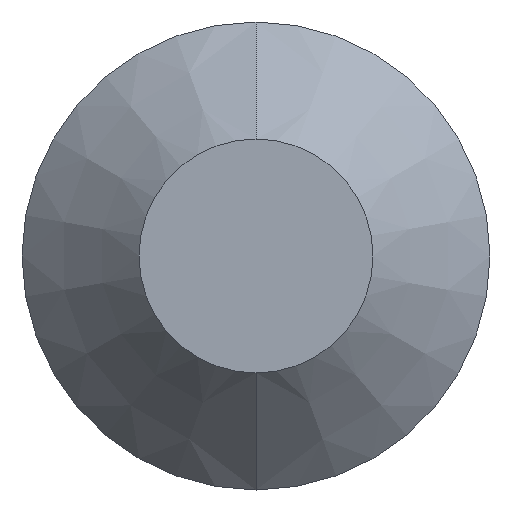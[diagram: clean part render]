
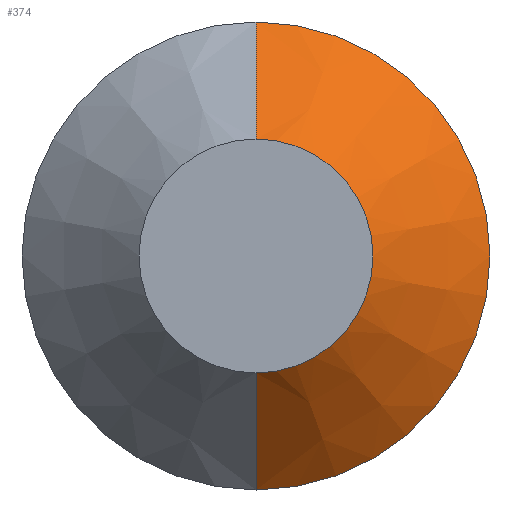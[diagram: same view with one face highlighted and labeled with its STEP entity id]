
A CAD part, front view. The second image highlights one B-rep face of the part: STEP entity #374.
In plain terms, the highlighted conical face has half-angle 45 degrees and reference radius 3 mm.
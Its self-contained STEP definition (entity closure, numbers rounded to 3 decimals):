
#27 = ORIENTED_EDGE ( 'NONE', *, *, #413, .T. ) ;
#28 = EDGE_LOOP ( 'NONE', ( #682, #27, #681, #800 ) ) ;
#65 = VERTEX_POINT ( 'NONE', #463 ) ;
#66 = VERTEX_POINT ( 'NONE', #473 ) ;
#67 = VERTEX_POINT ( 'NONE', #446 ) ;
#78 = VERTEX_POINT ( 'NONE', #449 ) ;
#105 = CARTESIAN_POINT ( 'NONE',  ( 0., -1.8, 0. ) ) ;
#106 = DIRECTION ( 'NONE',  ( 0., 0., 1. ) ) ;
#107 = DIRECTION ( 'NONE',  ( 0., 1., 0. ) ) ;
#108 = CARTESIAN_POINT ( 'NONE',  ( 0., -0.3, 0. ) ) ;
#134 = DIRECTION ( 'NONE',  ( 0., 0.707, 0.707 ) ) ;
#136 = CARTESIAN_POINT ( 'NONE',  ( 0., -0.3, 3. ) ) ;
#141 = DIRECTION ( 'NONE',  ( 0., 0.707, -0.707 ) ) ;
#142 = CARTESIAN_POINT ( 'NONE',  ( 0., -0.3, -3. ) ) ;
#225 = DIRECTION ( 'NONE',  ( 0., 0., 1. ) ) ;
#229 = DIRECTION ( 'NONE',  ( 0., 1., 0. ) ) ;
#232 = CARTESIAN_POINT ( 'NONE',  ( 0., -0.3, 0. ) ) ;
#271 = DIRECTION ( 'NONE',  ( 0., 0., 1. ) ) ;
#272 = DIRECTION ( 'NONE',  ( 0., 1., 0. ) ) ;
#374 = ADVANCED_FACE ( 'NONE', ( #855 ), #532, .T. ) ;
#388 = EDGE_CURVE ( 'NONE', #78, #67, #542, .T. ) ;
#413 = EDGE_CURVE ( 'NONE', #67, #65, #822, .T. ) ;
#415 = EDGE_CURVE ( 'NONE', #78, #66, #825, .T. ) ;
#421 = EDGE_CURVE ( 'NONE', #66, #65, #677, .T. ) ;
#446 = CARTESIAN_POINT ( 'NONE',  ( 0., -1.8, -1.5 ) ) ;
#449 = CARTESIAN_POINT ( 'NONE',  ( 0., -1.8, 1.5 ) ) ;
#463 = CARTESIAN_POINT ( 'NONE',  ( 0., -0.3, -3. ) ) ;
#473 = CARTESIAN_POINT ( 'NONE',  ( 0., -0.3, 3. ) ) ;
#477 = VECTOR ( 'NONE', #141, 1000. ) ;
#532 = CONICAL_SURFACE ( 'NONE', #553, 3., 0.785 ) ;
#542 = CIRCLE ( 'NONE', #557, 1.5 ) ;
#553 = AXIS2_PLACEMENT_3D ( 'NONE', #232, #229, #225 ) ;
#557 = AXIS2_PLACEMENT_3D ( 'NONE', #105, #272, #271 ) ;
#644 = AXIS2_PLACEMENT_3D ( 'NONE', #108, #107, #106 ) ;
#657 = VECTOR ( 'NONE', #134, 1000. ) ;
#677 = CIRCLE ( 'NONE', #644, 3. ) ;
#681 = ORIENTED_EDGE ( 'NONE', *, *, #421, .F. ) ;
#682 = ORIENTED_EDGE ( 'NONE', *, *, #388, .T. ) ;
#800 = ORIENTED_EDGE ( 'NONE', *, *, #415, .F. ) ;
#822 = LINE ( 'NONE', #142, #477 ) ;
#825 = LINE ( 'NONE', #136, #657 ) ;
#855 = FACE_OUTER_BOUND ( 'NONE', #28, .T. ) ;
